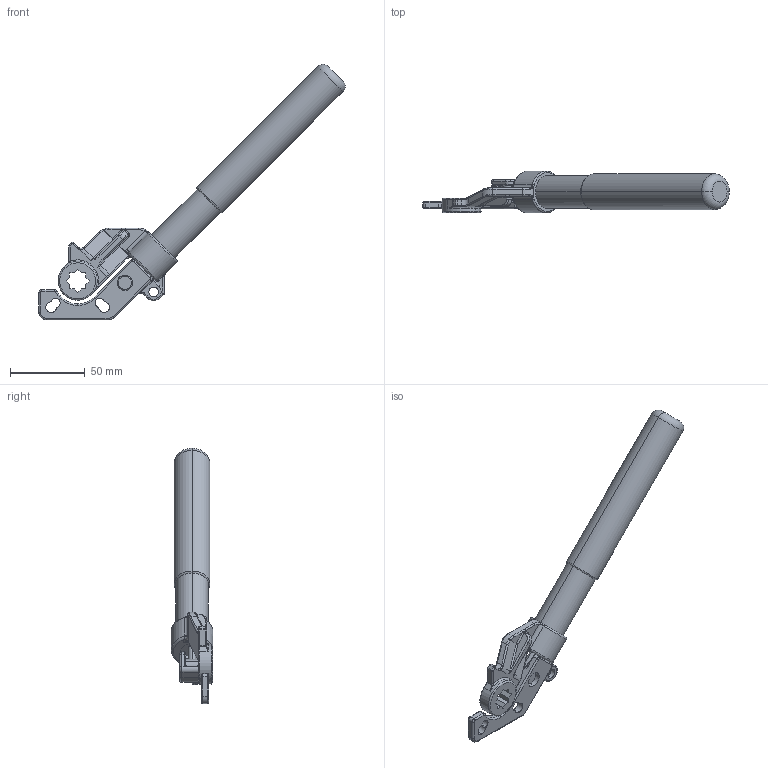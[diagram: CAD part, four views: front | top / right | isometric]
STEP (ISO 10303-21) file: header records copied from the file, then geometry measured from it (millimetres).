
FILE_DESCRIPTION (( 'STEP AP214' ), '1' );
FILE_NAME ('SH01-20-G01.STEP', '2018-05-03T02:38:24', ( '' ), ( '' ), 'SwSTEP 2.0', 'SolidWorks 2012', '' );
FILE_SCHEMA (( 'AUTOMOTIVE_DESIGN' ));
Length unit declared in the file: millimetre
Products named in the file (1): SH01-20-G01
Bounding box: 205.07 x 28 x 170.85 mm (x, y, z)
Volume: 102699.1 mm3; surface area: 25801.1 mm2
Topology: 1 solids, 1 shells, 378 faces, 914 edges, 522 vertices
Faces by surface type: cylinder 154, torus 83, plane 69, bspline 64, cone 4, sphere 4
Entity records: 17271 total; most frequent: CARTESIAN_POINT 4605, DIRECTION 1834, ORIENTED_EDGE 1790, EDGE_CURVE 895, AXIS2_PLACEMENT_3D 758, VERTEX_POINT 522, CIRCLE 443, EDGE_LOOP 395
